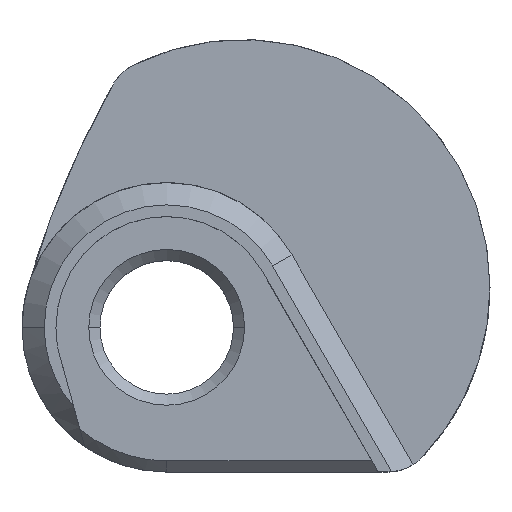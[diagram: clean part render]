
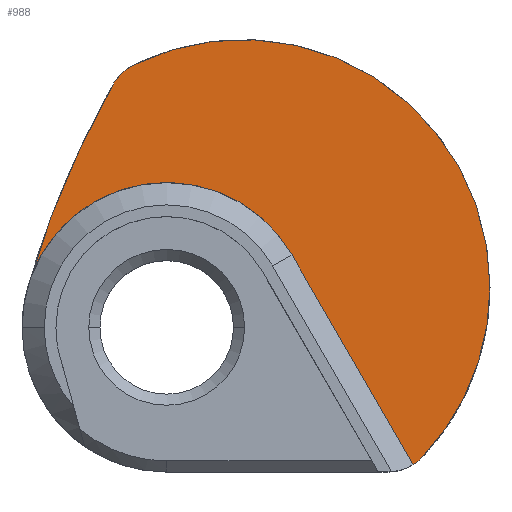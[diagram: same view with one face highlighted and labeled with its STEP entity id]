
A CAD part, top view. The second image highlights one B-rep face of the part: STEP entity #988.
In plain terms, the highlighted planar face has unit normal (0, 0, 1).
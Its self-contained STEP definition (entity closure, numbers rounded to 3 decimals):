
#19 = CARTESIAN_POINT ( 'NONE',  ( 11.258, 6.5, 8. ) ) ;
#59 = FACE_OUTER_BOUND ( 'NONE', #1643, .T. ) ;
#69 = DIRECTION ( 'NONE',  ( 0., -1., 0. ) ) ;
#120 = DIRECTION ( 'NONE',  ( 0., 0., -1. ) ) ;
#133 = CARTESIAN_POINT ( 'NONE',  ( 6.821, 3.627, 8. ) ) ;
#155 = VERTEX_POINT ( 'NONE', #1044 ) ;
#189 = CIRCLE ( 'NONE', #1237, 22.225 ) ;
#222 = VECTOR ( 'NONE', #1767, 1000. ) ;
#233 = VERTEX_POINT ( 'NONE', #1167 ) ;
#308 = VERTEX_POINT ( 'NONE', #737 ) ;
#380 = CIRCLE ( 'NONE', #1738, 87.853 ) ;
#393 = CARTESIAN_POINT ( 'NONE',  ( 0., 0., 8. ) ) ;
#462 = CARTESIAN_POINT ( 'NONE',  ( 71.803, -21.149, 8. ) ) ;
#509 = CARTESIAN_POINT ( 'NONE',  ( 11.258, 6.5, 8. ) ) ;
#518 = VERTEX_POINT ( 'NONE', #19 ) ;
#606 = ORIENTED_EDGE ( 'NONE', *, *, #1282, .T. ) ;
#633 = DIRECTION ( 'NONE',  ( 0., 0., 1. ) ) ;
#667 = CARTESIAN_POINT ( 'NONE',  ( 19.878, -8.8, 8. ) ) ;
#737 = CARTESIAN_POINT ( 'NONE',  ( 22.92, -11.696, 8. ) ) ;
#771 = CARTESIAN_POINT ( 'NONE',  ( 6.821, 3.627, 8. ) ) ;
#774 = EDGE_CURVE ( 'NONE', #1002, #518, #820, .T. ) ;
#820 = CIRCLE ( 'NONE', #2160, 13. ) ;
#833 = DIRECTION ( 'NONE',  ( 1., 0., 0. ) ) ;
#875 = DIRECTION ( 'NONE',  ( 0., 0., 1. ) ) ;
#913 = EDGE_CURVE ( 'NONE', #1887, #1002, #380, .T. ) ;
#935 = CIRCLE ( 'NONE', #2317, 4.2 ) ;
#936 = EDGE_CURVE ( 'NONE', #518, #233, #1195, .T. ) ;
#943 = EDGE_CURVE ( 'NONE', #1925, #155, #1304, .T. ) ;
#945 = ORIENTED_EDGE ( 'NONE', *, *, #774, .T. ) ;
#988 = ADVANCED_FACE ( 'NONE', ( #59 ), #1926, .F. ) ;
#990 = EDGE_CURVE ( 'NONE', #155, #1887, #1831, .T. ) ;
#1002 = VERTEX_POINT ( 'NONE', #1938 ) ;
#1044 = CARTESIAN_POINT ( 'NONE',  ( -3., 23.564, 8. ) ) ;
#1126 = DIRECTION ( 'NONE',  ( 1., 0., 0. ) ) ;
#1167 = CARTESIAN_POINT ( 'NONE',  ( 22.136, -12.341, 8. ) ) ;
#1171 = DIRECTION ( 'NONE',  ( 1., 0., 0. ) ) ;
#1195 = LINE ( 'NONE', #509, #222 ) ;
#1210 = DIRECTION ( 'NONE',  ( -1., 0., 0. ) ) ;
#1237 = AXIS2_PLACEMENT_3D ( 'NONE', #771, #1274, #1126 ) ;
#1242 = EDGE_CURVE ( 'NONE', #308, #1925, #189, .T. ) ;
#1274 = DIRECTION ( 'NONE',  ( 0., 0., 1. ) ) ;
#1282 = EDGE_CURVE ( 'NONE', #233, #308, #935, .T. ) ;
#1304 = CIRCLE ( 'NONE', #1956, 22.225 ) ;
#1385 = DIRECTION ( 'NONE',  ( 0., 0., 1. ) ) ;
#1573 = DIRECTION ( 'NONE',  ( 0., 0., 1. ) ) ;
#1609 = DIRECTION ( 'NONE',  ( 1., 0., 0. ) ) ;
#1623 = CARTESIAN_POINT ( 'NONE',  ( 0., 0., 8. ) ) ;
#1643 = EDGE_LOOP ( 'NONE', ( #945, #1800, #606, #2389, #2307, #1815, #1973 ) ) ;
#1726 = DIRECTION ( 'NONE',  ( 0., 0., -1. ) ) ;
#1731 = CARTESIAN_POINT ( 'NONE',  ( -4.807, 21.852, 8. ) ) ;
#1738 = AXIS2_PLACEMENT_3D ( 'NONE', #462, #1573, #833 ) ;
#1767 = DIRECTION ( 'NONE',  ( 0.5, -0.866, 0. ) ) ;
#1800 = ORIENTED_EDGE ( 'NONE', *, *, #936, .T. ) ;
#1815 = ORIENTED_EDGE ( 'NONE', *, *, #990, .T. ) ;
#1831 = CIRCLE ( 'NONE', #2214, 4.2 ) ;
#1867 = AXIS2_PLACEMENT_3D ( 'NONE', #393, #1726, #69 ) ;
#1887 = VERTEX_POINT ( 'NONE', #1731 ) ;
#1925 = VERTEX_POINT ( 'NONE', #1941 ) ;
#1926 = PLANE ( 'NONE',  #1867 ) ;
#1938 = CARTESIAN_POINT ( 'NONE',  ( -12.47, 3.673, 8. ) ) ;
#1941 = CARTESIAN_POINT ( 'NONE',  ( 29.046, 3.627, 8. ) ) ;
#1956 = AXIS2_PLACEMENT_3D ( 'NONE', #133, #875, #1609 ) ;
#1973 = ORIENTED_EDGE ( 'NONE', *, *, #913, .T. ) ;
#2160 = AXIS2_PLACEMENT_3D ( 'NONE', #1623, #120, #1210 ) ;
#2214 = AXIS2_PLACEMENT_3D ( 'NONE', #2315, #633, #1171 ) ;
#2307 = ORIENTED_EDGE ( 'NONE', *, *, #943, .T. ) ;
#2315 = CARTESIAN_POINT ( 'NONE',  ( -1.144, 19.796, 8. ) ) ;
#2317 = AXIS2_PLACEMENT_3D ( 'NONE', #667, #1385, #2342 ) ;
#2342 = DIRECTION ( 'NONE',  ( 1., 0., 0. ) ) ;
#2389 = ORIENTED_EDGE ( 'NONE', *, *, #1242, .T. ) ;
